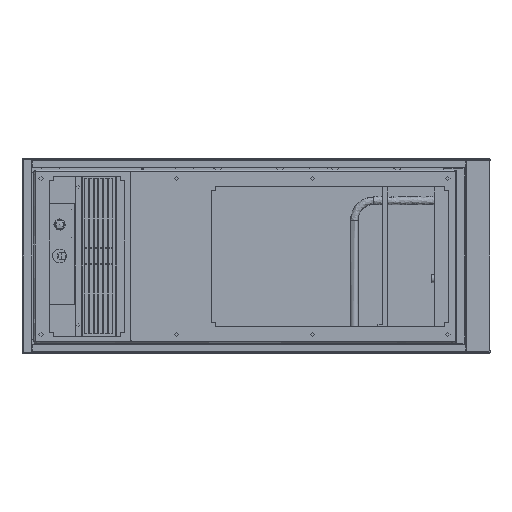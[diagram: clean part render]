
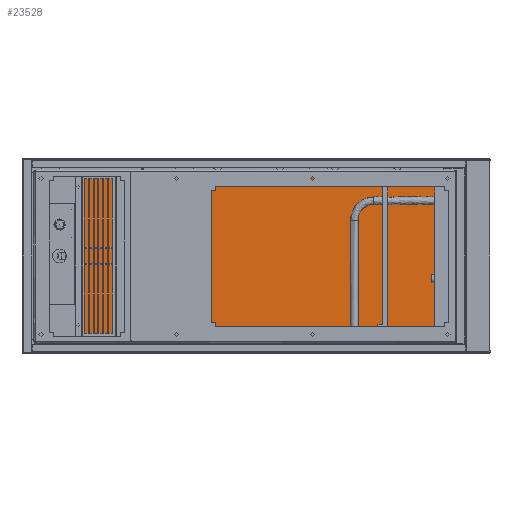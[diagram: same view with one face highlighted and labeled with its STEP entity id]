
A CAD part, left-side view. The second image highlights one B-rep face of the part: STEP entity #23528.
In plain terms, the highlighted free-form (B-spline) face has degree [1, 1] with [2, 2] control points.
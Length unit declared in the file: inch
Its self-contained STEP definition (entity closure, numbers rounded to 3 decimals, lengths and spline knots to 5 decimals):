
#21608=CARTESIAN_POINT('V886',(15.81911,22.71367,
   0.133));
#21609=VERTEX_POINT('V886',#21608);
#21667=CARTESIAN_POINT('V894',(15.81911,-7.23633,
   0.133));
#21668=VERTEX_POINT('V894',#21667);
#21704=CARTESIAN_POINT('E1408',(15.81911,
   -7.23633,0.133));
#21705=CARTESIAN_POINT('E1408',(15.81911,
   22.71367,0.133));
#21706=QUASI_UNIFORM_CURVE('E1408',1,(#21704,#21705),.POLYLINE_FORM.,
   .F.,.U.);
#21707=EDGE_CURVE('E1408',#21668,#21609,#21706,.T.);
#21770=CARTESIAN_POINT('V892',(15.81911,-7.23633,
   -12.247));
#21771=VERTEX_POINT('V892',#21770);
#21829=CARTESIAN_POINT('V891',(15.81911,22.71367,
   -12.247));
#21830=VERTEX_POINT('V891',#21829);
#21866=CARTESIAN_POINT('E1405',(15.81911,
   22.71367,-12.247));
#21867=CARTESIAN_POINT('E1405',(15.81911,
   -7.23633,-12.247));
#21868=QUASI_UNIFORM_CURVE('E1405',1,(#21866,#21867),.POLYLINE_FORM.,
   .F.,.U.);
#21869=EDGE_CURVE('E1405',#21830,#21771,#21868,.T.);
#21932=CARTESIAN_POINT('V889',(15.81911,22.71867,
   -12.307));
#21933=VERTEX_POINT('V889',#21932);
#21991=CARTESIAN_POINT('V888',(15.81911,22.71867,
   0.193));
#21992=VERTEX_POINT('V888',#21991);
#22028=CARTESIAN_POINT('E1402',(15.81911,
   22.71867,0.193));
#22029=CARTESIAN_POINT('E1402',(15.81911,
   22.71867,-12.307));
#22030=QUASI_UNIFORM_CURVE('E1402',1,(#22028,#22029),.POLYLINE_FORM.,
   .F.,.U.);
#22031=EDGE_CURVE('E1402',#21992,#21933,#22030,.T.);
#23057=CARTESIAN_POINT('V895',(15.81911,-6.86133,
   -1.14));
#23058=VERTEX_POINT('V895',#23057);
#23064=CARTESIAN_POINT('E1409',(15.81911,
   -6.86133,-1.14));
#23065=CARTESIAN_POINT('E1409',(15.81911,
   -6.71757,-1.14));
#23066=CARTESIAN_POINT('E1409',(15.81911,
   -6.78945,-1.0155));
#23067=CARTESIAN_POINT('E1409',(15.81911,
   -6.86133,-0.891));
#23068=CARTESIAN_POINT('E1409',(15.81911,
   -6.93321,-1.0155));
#23069=CARTESIAN_POINT('E1409',(15.81911,
   -7.00509,-1.14));
#23070=CARTESIAN_POINT('E1409',(15.81911,
   -6.86133,-1.14));
#23078=(BOUNDED_CURVE()B_SPLINE_CURVE(2,(#23064,#23065,#23066,
   #23067,#23068,#23069,#23070),.CIRCULAR_ARC.,.T.,.U.)
   B_SPLINE_CURVE_WITH_KNOTS((3,2,2,3),(0.0,0.33333,
   0.66667,1.0),.UNSPECIFIED.)CURVE()
   GEOMETRIC_REPRESENTATION_ITEM()RATIONAL_B_SPLINE_CURVE((1.0,
   0.5,1.0,0.5,1.0,0.5,1.0)
   )REPRESENTATION_ITEM('E1409'));
#23079=EDGE_CURVE('E1409',#23058,#23058,#23078,.T.);
#23126=CARTESIAN_POINT('V896',(15.81911,-6.86133,
   -11.14));
#23127=VERTEX_POINT('V896',#23126);
#23133=CARTESIAN_POINT('E1410',(15.81911,
   -6.86133,-11.14));
#23134=CARTESIAN_POINT('E1410',(15.81911,
   -6.71757,-11.14));
#23135=CARTESIAN_POINT('E1410',(15.81911,
   -6.78945,-11.0155));
#23136=CARTESIAN_POINT('E1410',(15.81911,
   -6.86133,-10.891));
#23137=CARTESIAN_POINT('E1410',(15.81911,
   -6.93321,-11.0155));
#23138=CARTESIAN_POINT('E1410',(15.81911,
   -7.00509,-11.14));
#23139=CARTESIAN_POINT('E1410',(15.81911,
   -6.86133,-11.14));
#23147=(BOUNDED_CURVE()B_SPLINE_CURVE(2,(#23133,#23134,#23135,
   #23136,#23137,#23138,#23139),.CIRCULAR_ARC.,.T.,.U.)
   B_SPLINE_CURVE_WITH_KNOTS((3,2,2,3),(0.0,0.33333,
   0.66667,1.0),.UNSPECIFIED.)CURVE()
   GEOMETRIC_REPRESENTATION_ITEM()RATIONAL_B_SPLINE_CURVE((1.0,
   0.5,1.0,0.5,1.0,0.5,1.0)
   )REPRESENTATION_ITEM('E1410'));
#23148=EDGE_CURVE('E1410',#23127,#23127,#23147,.T.);
#23167=CARTESIAN_POINT('V893',(15.81911,-7.23633,
   -2.487));
#23168=VERTEX_POINT('V893',#23167);
#23169=CARTESIAN_POINT('E1407',(15.81911,
   -7.23633,-2.487));
#23170=CARTESIAN_POINT('E1407',(15.81911,
   -7.23633,0.133));
#23171=QUASI_UNIFORM_CURVE('E1407',1,(#23169,#23170),.POLYLINE_FORM.,
   .F.,.U.);
#23172=EDGE_CURVE('E1407',#23168,#21668,#23171,.T.);
#23193=CARTESIAN_POINT('E1406',(15.81911,
   -7.23633,-12.247));
#23194=CARTESIAN_POINT('E1406',(15.81911,
   -7.23633,-2.487));
#23195=QUASI_UNIFORM_CURVE('E1406',1,(#23193,#23194),.POLYLINE_FORM.,
   .F.,.U.);
#23196=EDGE_CURVE('E1406',#21771,#23168,#23195,.T.);
#23215=CARTESIAN_POINT('V890',(15.81911,22.71367,
   -12.307));
#23216=VERTEX_POINT('V890',#23215);
#23217=CARTESIAN_POINT('E1404',(15.81911,
   22.71367,-12.307));
#23218=CARTESIAN_POINT('E1404',(15.81911,
   22.71367,-12.247));
#23219=QUASI_UNIFORM_CURVE('E1404',1,(#23217,#23218),.POLYLINE_FORM.,
   .F.,.U.);
#23220=EDGE_CURVE('E1404',#23216,#21830,#23219,.T.);
#23241=CARTESIAN_POINT('E1403',(15.81911,
   22.71867,-12.307));
#23242=CARTESIAN_POINT('E1403',(15.81911,
   22.71367,-12.307));
#23243=QUASI_UNIFORM_CURVE('E1403',1,(#23241,#23242),.POLYLINE_FORM.,
   .F.,.U.);
#23244=EDGE_CURVE('E1403',#21933,#23216,#23243,.T.);
#23263=CARTESIAN_POINT('V887',(15.81911,22.71367,
   0.193));
#23264=VERTEX_POINT('V887',#23263);
#23265=CARTESIAN_POINT('E1401',(15.81911,
   22.71367,0.193));
#23266=CARTESIAN_POINT('E1401',(15.81911,
   22.71867,0.193));
#23267=QUASI_UNIFORM_CURVE('E1401',1,(#23265,#23266),.POLYLINE_FORM.,
   .F.,.U.);
#23268=EDGE_CURVE('E1401',#23264,#21992,#23267,.T.);
#23289=CARTESIAN_POINT('E1400',(15.81911,
   22.71367,0.133));
#23290=CARTESIAN_POINT('E1400',(15.81911,
   22.71367,0.193));
#23291=QUASI_UNIFORM_CURVE('E1400',1,(#23289,#23290),.POLYLINE_FORM.,
   .F.,.U.);
#23292=EDGE_CURVE('E1400',#21609,#23264,#23291,.T.);
#23506=CARTESIAN_POINT('F624',(15.81911,22.71985,
   0.19418));
#23507=CARTESIAN_POINT('F624',(15.81911,22.71985,
   -12.30818));
#23508=CARTESIAN_POINT('F624',(15.81911,-7.23751,
   0.19418));
#23509=CARTESIAN_POINT('F624',(15.81911,-7.23751,
   -12.30818));
#23510=B_SPLINE_SURFACE_WITH_KNOTS('F624',1,1,((#23506,#23508),(
   #23507,#23509)),.PLANE_SURF.,.F.,.F.,.U.,(2,2),(2,2),(0.0,1.0),
   (0.0,2.39614),.UNSPECIFIED.);
#23511=ORIENTED_EDGE('E1400',*,*,#23292,.T.);
#23512=ORIENTED_EDGE('E1401',*,*,#23268,.T.);
#23513=ORIENTED_EDGE('E1402',*,*,#22031,.T.);
#23514=ORIENTED_EDGE('E1403',*,*,#23244,.T.);
#23515=ORIENTED_EDGE('E1404',*,*,#23220,.T.);
#23516=ORIENTED_EDGE('E1405',*,*,#21869,.T.);
#23517=ORIENTED_EDGE('E1406',*,*,#23196,.T.);
#23518=ORIENTED_EDGE('E1407',*,*,#23172,.T.);
#23519=ORIENTED_EDGE('E1408',*,*,#21707,.T.);
#23520=EDGE_LOOP('F624',(#23511,#23512,#23513,#23514,#23515,#23516,
   #23517,#23518,#23519));
#23521=FACE_OUTER_BOUND('F624',#23520,.T.);
#23522=ORIENTED_EDGE('E1410',*,*,#23148,.T.);
#23523=EDGE_LOOP('F624',(#23522));
#23524=FACE_BOUND('F624',#23523,.T.);
#23525=ORIENTED_EDGE('E1409',*,*,#23079,.T.);
#23526=EDGE_LOOP('F624',(#23525));
#23527=FACE_BOUND('F624',#23526,.T.);
#23528=ADVANCED_FACE('F624',(#23521,#23524,#23527),#23510,.T.);
